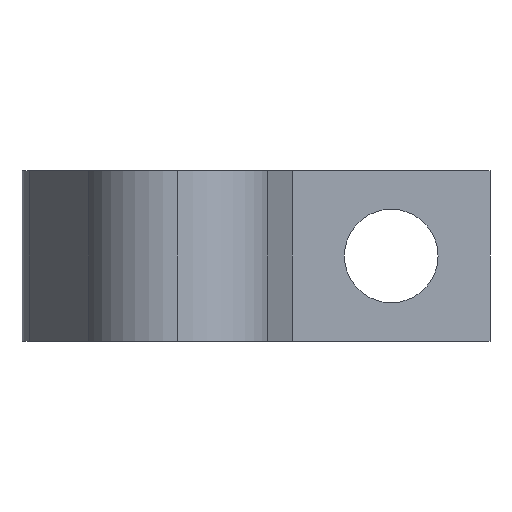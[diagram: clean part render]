
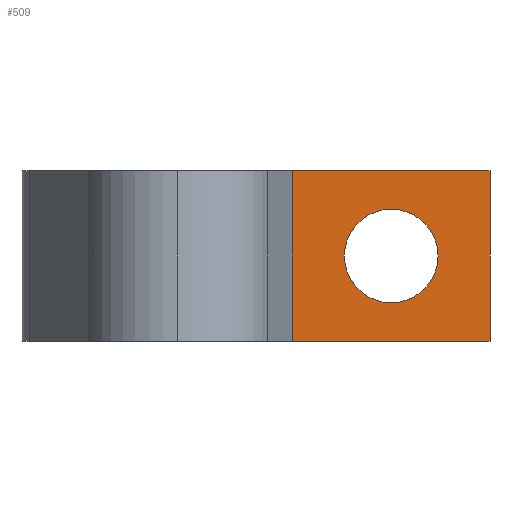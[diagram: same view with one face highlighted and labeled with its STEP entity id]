
A CAD part, left-side view. The second image highlights one B-rep face of the part: STEP entity #509.
In plain terms, the highlighted planar face has unit normal (-1, 0, 0).
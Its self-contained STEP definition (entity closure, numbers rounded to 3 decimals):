
#15 = CARTESIAN_POINT ( 'NONE',  ( -7.5, -8.002, 4.1 ) ) ;
#34 = LINE ( 'NONE', #318, #1032 ) ;
#59 = CIRCLE ( 'NONE', #222, 2.25 ) ;
#114 = VERTEX_POINT ( 'NONE', #400 ) ;
#121 = FACE_OUTER_BOUND ( 'NONE', #560, .T. ) ;
#178 = CIRCLE ( 'NONE', #179, 2.25 ) ;
#179 = AXIS2_PLACEMENT_3D ( 'NONE', #485, #494, #501 ) ;
#220 = EDGE_CURVE ( 'NONE', #683, #490, #59, .T. ) ;
#222 = AXIS2_PLACEMENT_3D ( 'NONE', #772, #775, #781 ) ;
#224 = ORIENTED_EDGE ( 'NONE', *, *, #366, .F. ) ;
#237 = VERTEX_POINT ( 'NONE', #716 ) ;
#251 = DIRECTION ( 'NONE',  ( 0., 1., 0. ) ) ;
#300 = ORIENTED_EDGE ( 'NONE', *, *, #220, .F. ) ;
#307 = VERTEX_POINT ( 'NONE', #949 ) ;
#310 = DIRECTION ( 'NONE',  ( 0., -1., 0. ) ) ;
#318 = CARTESIAN_POINT ( 'NONE',  ( -7.5, -4.15, 8.2 ) ) ;
#366 = EDGE_CURVE ( 'NONE', #114, #462, #546, .T. ) ;
#369 = LINE ( 'NONE', #645, #774 ) ;
#400 = CARTESIAN_POINT ( 'NONE',  ( -7.5, -15., 0. ) ) ;
#435 = ORIENTED_EDGE ( 'NONE', *, *, #474, .F. ) ;
#448 = EDGE_CURVE ( 'NONE', #490, #683, #178, .T. ) ;
#462 = VERTEX_POINT ( 'NONE', #649 ) ;
#474 = EDGE_CURVE ( 'NONE', #462, #307, #369, .T. ) ;
#485 = CARTESIAN_POINT ( 'NONE',  ( -7.5, -10.252, 4.1 ) ) ;
#490 = VERTEX_POINT ( 'NONE', #657 ) ;
#494 = DIRECTION ( 'NONE',  ( -1., 0., 0. ) ) ;
#501 = DIRECTION ( 'NONE',  ( 0., -1., 0. ) ) ;
#509 = ADVANCED_FACE ( 'NONE', ( #830, #121 ), #831, .T. ) ;
#515 = EDGE_LOOP ( 'NONE', ( #300, #660 ) ) ;
#546 = LINE ( 'NONE', #655, #732 ) ;
#560 = EDGE_LOOP ( 'NONE', ( #435, #224, #1001, #937 ) ) ;
#645 = CARTESIAN_POINT ( 'NONE',  ( -7.5, -5.503, 8.2 ) ) ;
#649 = CARTESIAN_POINT ( 'NONE',  ( -7.5, -5.503, 0. ) ) ;
#655 = CARTESIAN_POINT ( 'NONE',  ( -7.5, -4.15, 0. ) ) ;
#657 = CARTESIAN_POINT ( 'NONE',  ( -7.5, -12.502, 4.1 ) ) ;
#660 = ORIENTED_EDGE ( 'NONE', *, *, #448, .F. ) ;
#664 = EDGE_CURVE ( 'NONE', #114, #237, #1019, .T. ) ;
#667 = DIRECTION ( 'NONE',  ( 0., 0., 1. ) ) ;
#683 = VERTEX_POINT ( 'NONE', #15 ) ;
#716 = CARTESIAN_POINT ( 'NONE',  ( -7.5, -15., 8.2 ) ) ;
#729 = DIRECTION ( 'NONE',  ( -1., 0., 0. ) ) ;
#732 = VECTOR ( 'NONE', #251, 1000. ) ;
#772 = CARTESIAN_POINT ( 'NONE',  ( -7.5, -10.252, 4.1 ) ) ;
#774 = VECTOR ( 'NONE', #667, 1000. ) ;
#775 = DIRECTION ( 'NONE',  ( -1., 0., 0. ) ) ;
#781 = DIRECTION ( 'NONE',  ( 0., -1., 0. ) ) ;
#811 = VECTOR ( 'NONE', #826, 1000. ) ;
#816 = CARTESIAN_POINT ( 'NONE',  ( -7.5, -4.15, -18.513 ) ) ;
#826 = DIRECTION ( 'NONE',  ( 0., 0., 1. ) ) ;
#830 = FACE_BOUND ( 'NONE', #515, .T. ) ;
#831 = PLANE ( 'NONE',  #839 ) ;
#839 = AXIS2_PLACEMENT_3D ( 'NONE', #816, #729, #875 ) ;
#875 = DIRECTION ( 'NONE',  ( 0., -1., 0. ) ) ;
#888 = EDGE_CURVE ( 'NONE', #307, #237, #34, .T. ) ;
#903 = CARTESIAN_POINT ( 'NONE',  ( -7.5, -15., -18.513 ) ) ;
#937 = ORIENTED_EDGE ( 'NONE', *, *, #888, .F. ) ;
#949 = CARTESIAN_POINT ( 'NONE',  ( -7.5, -5.503, 8.2 ) ) ;
#1001 = ORIENTED_EDGE ( 'NONE', *, *, #664, .T. ) ;
#1019 = LINE ( 'NONE', #903, #811 ) ;
#1032 = VECTOR ( 'NONE', #310, 1000. ) ;
